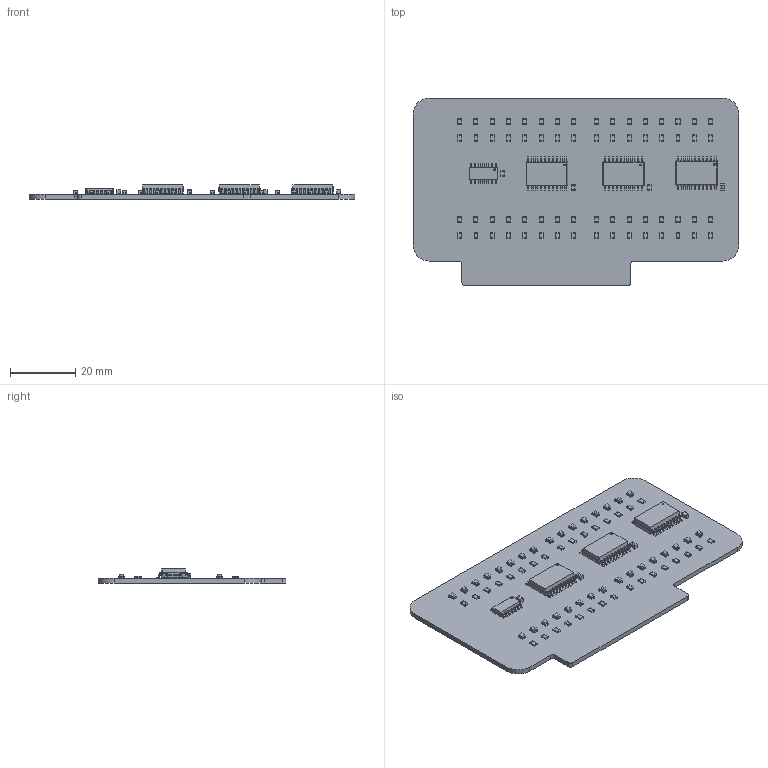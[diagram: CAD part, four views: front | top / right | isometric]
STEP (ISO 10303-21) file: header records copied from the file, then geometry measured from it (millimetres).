
FILE_DESCRIPTION(('KiCad electronic assembly'),'2;1');
FILE_NAME('Blinkenlights Card.step','2025-09-09T15:39:34',('Pcbnew'),( 'Kicad'),'Open CASCADE STEP processor 7.8','KiCad to STEP converter' ,'Unknown');
FILE_SCHEMA(('AUTOMOTIVE_DESIGN { 1 0 10303 214 1 1 1 1 }'));
Length unit declared in the file: millimetre
Products named in the file (7): Blinkenlights Card 1; R_0805_2012Metric; LED_0805_2012Metric; C_0805_2012Metric; SOIC-14_3.9x8.7mm_P1.27mm; SOIC-20W_7.5x12.8mm_P1.27mm; Blinkenlights Card_PCB
Assembly tree (73 placements, depth 2):
  Blinkenlights Card 1
    R_0805_2012Metric  x32
    LED_0805_2012Metric  x32
    C_0805_2012Metric  x4
    SOIC-14_3.9x8.7mm_P1.27mm
    SOIC-20W_7.5x12.8mm_P1.27mm  x3
    Blinkenlights Card_PCB
Bounding box: 100 x 57.62 x 4.34 mm (x, y, z)
Volume: 8988.6 mm3; surface area: 13007.9 mm2
Topology: 73 solids, 73 shells, 3780 faces, 10062 edges, 6472 vertices
Faces by surface type: plane 2852, cylinder 864, bspline 64
Entity records: 27561 total; most frequent: CARTESIAN_POINT 3925, ORIENTED_EDGE 3690, DIRECTION 3599, EDGE_CURVE 1845, LINE 1451, VECTOR 1451, VERTEX_POINT 1176, AXIS2_PLACEMENT_3D 1074
